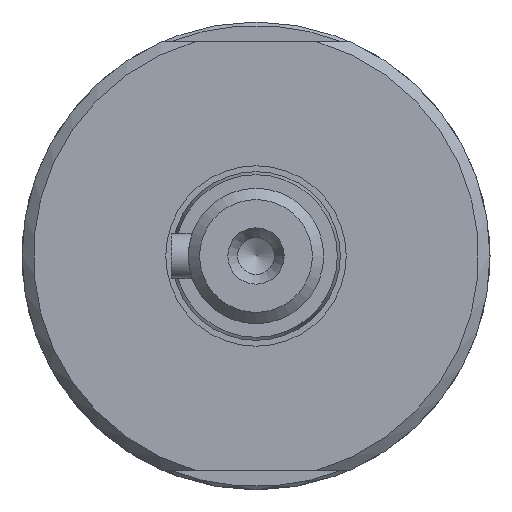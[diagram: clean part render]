
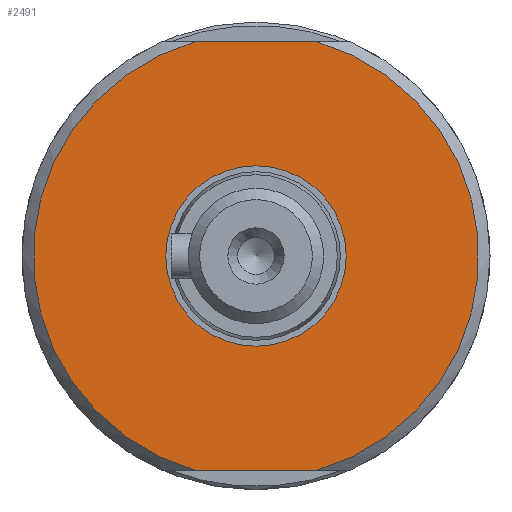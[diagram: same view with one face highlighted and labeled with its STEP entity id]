
A CAD part, left-side view. The second image highlights one B-rep face of the part: STEP entity #2491.
In plain terms, the highlighted planar face has unit normal (-1, 0, 0).
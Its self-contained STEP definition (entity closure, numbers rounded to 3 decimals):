
#220=FACE_BOUND('',#493,.T.);
#245=PLANE('',#2688);
#349=FACE_OUTER_BOUND('',#492,.T.);
#492=EDGE_LOOP('',(#1874,#1875,#1876,#1877));
#493=EDGE_LOOP('',(#1878,#1879));
#630=LINE('',#3691,#855);
#634=LINE('',#3707,#859);
#855=VECTOR('',#2984,10.);
#859=VECTOR('',#2992,10.);
#1095=CIRCLE('',#2683,19.75);
#1096=CIRCLE('',#2686,8.);
#1097=CIRCLE('',#2687,8.);
#1098=CIRCLE('',#2689,19.75);
#1195=VERTEX_POINT('',#3686);
#1196=VERTEX_POINT('',#3690);
#1199=VERTEX_POINT('',#3702);
#1200=VERTEX_POINT('',#3706);
#1201=VERTEX_POINT('',#3717);
#1202=VERTEX_POINT('',#3719);
#1445=EDGE_CURVE('',#1196,#1195,#630,.T.);
#1451=EDGE_CURVE('',#1200,#1199,#634,.T.);
#1454=EDGE_CURVE('',#1196,#1199,#1095,.T.);
#1456=EDGE_CURVE('',#1202,#1201,#1096,.T.);
#1457=EDGE_CURVE('',#1201,#1202,#1097,.T.);
#1458=EDGE_CURVE('',#1200,#1195,#1098,.T.);
#1874=ORIENTED_EDGE('',*,*,#1445,.T.);
#1875=ORIENTED_EDGE('',*,*,#1458,.F.);
#1876=ORIENTED_EDGE('',*,*,#1451,.T.);
#1877=ORIENTED_EDGE('',*,*,#1454,.F.);
#1878=ORIENTED_EDGE('',*,*,#1456,.T.);
#1879=ORIENTED_EDGE('',*,*,#1457,.T.);
#2491=ADVANCED_FACE('',(#349,#220),#245,.T.);
#2683=AXIS2_PLACEMENT_3D('',#3714,#2999,#3000);
#2686=AXIS2_PLACEMENT_3D('',#3720,#3006,#3007);
#2687=AXIS2_PLACEMENT_3D('',#3721,#3008,#3009);
#2688=AXIS2_PLACEMENT_3D('',#3722,#3010,#3011);
#2689=AXIS2_PLACEMENT_3D('',#3723,#3012,#3013);
#2984=DIRECTION('',(0.,1.,0.));
#2992=DIRECTION('',(0.,-1.,0.));
#2999=DIRECTION('center_axis',(1.,0.,0.));
#3000=DIRECTION('ref_axis',(0.,-1.,0.));
#3006=DIRECTION('center_axis',(1.,0.,0.));
#3007=DIRECTION('ref_axis',(0.,-1.,0.));
#3008=DIRECTION('center_axis',(1.,0.,0.));
#3009=DIRECTION('ref_axis',(0.,-1.,0.));
#3010=DIRECTION('center_axis',(-1.,0.,0.));
#3011=DIRECTION('ref_axis',(0.,0.,
-1.));
#3012=DIRECTION('center_axis',(1.,0.,0.));
#3013=DIRECTION('ref_axis',(0.,-1.,0.));
#3686=CARTESIAN_POINT('',(-85.,5.391,19.));
#3690=CARTESIAN_POINT('',(-85.,-5.391,19.));
#3691=CARTESIAN_POINT('',(-85.,-1.392,19.));
#3702=CARTESIAN_POINT('',(-85.,-5.391,-19.));
#3706=CARTESIAN_POINT('',(-85.,5.391,-19.));
#3707=CARTESIAN_POINT('',(-85.,-12.483,-19.));
#3714=CARTESIAN_POINT('Origin',(-85.,0.,
0.));
#3717=CARTESIAN_POINT('',(-85.,8.,0.));
#3719=CARTESIAN_POINT('',(-85.,-8.,0.));
#3720=CARTESIAN_POINT('Origin',(-85.,0.,
0.));
#3721=CARTESIAN_POINT('Origin',(-85.,0.,
0.));
#3722=CARTESIAN_POINT('Origin',(-85.,-13.875,0.));
#3723=CARTESIAN_POINT('Origin',(-85.,0.,
0.));
